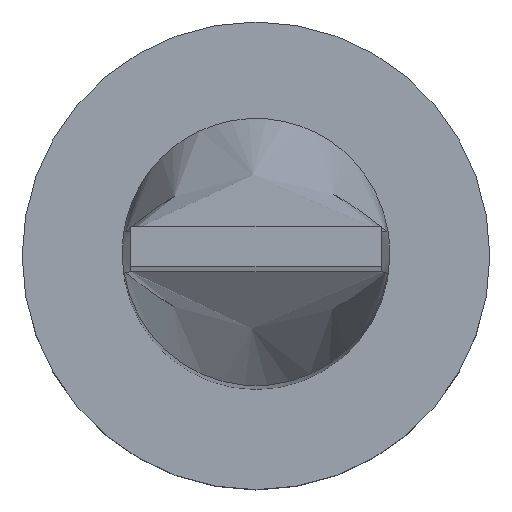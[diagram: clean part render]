
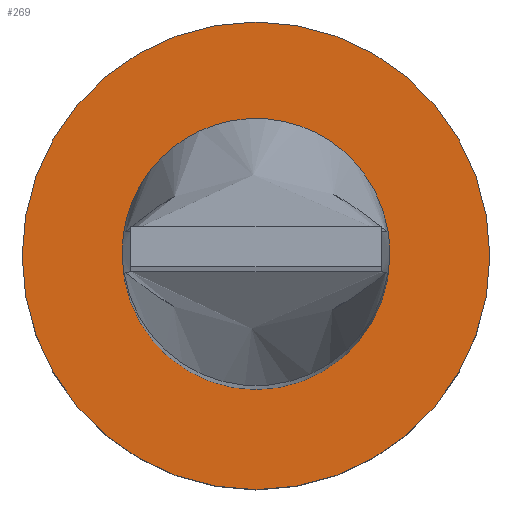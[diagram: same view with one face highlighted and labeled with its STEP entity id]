
A CAD part, top view. The second image highlights one B-rep face of the part: STEP entity #269.
In plain terms, the highlighted planar face has unit normal (0, 0, 1).
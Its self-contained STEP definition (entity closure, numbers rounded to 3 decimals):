
#81 = CIRCLE ( 'NONE', #554, 4. ) ;
#83 = DIRECTION ( 'NONE',  ( 0., 0., 1. ) ) ;
#105 = DIRECTION ( 'NONE',  ( 1., 0., 0. ) ) ;
#109 = CARTESIAN_POINT ( 'NONE',  ( 4., 0., 5. ) ) ;
#113 = DIRECTION ( 'NONE',  ( 1., 0., 0. ) ) ;
#132 = VERTEX_POINT ( 'NONE', #403 ) ;
#146 = VERTEX_POINT ( 'NONE', #352 ) ;
#166 = VERTEX_POINT ( 'NONE', #454 ) ;
#173 = CIRCLE ( 'NONE', #330, 7. ) ;
#212 = DIRECTION ( 'NONE',  ( 1., 0., 0. ) ) ;
#213 = PLANE ( 'NONE',  #418 ) ;
#220 = ORIENTED_EDGE ( 'NONE', *, *, #444, .T. ) ;
#232 = CARTESIAN_POINT ( 'NONE',  ( 0., 0., 5. ) ) ;
#236 = DIRECTION ( 'NONE',  ( 0., 0., 1. ) ) ;
#247 = DIRECTION ( 'NONE',  ( 1., 0., 0. ) ) ;
#250 = VERTEX_POINT ( 'NONE', #109 ) ;
#263 = EDGE_LOOP ( 'NONE', ( #543, #220 ) ) ;
#266 = ORIENTED_EDGE ( 'NONE', *, *, #507, .F. ) ;
#269 = ADVANCED_FACE ( 'NONE', ( #487, #480 ), #213, .T. ) ;
#294 = AXIS2_PLACEMENT_3D ( 'NONE', #548, #313, #212 ) ;
#313 = DIRECTION ( 'NONE',  ( 0., 0., 1. ) ) ;
#316 = CIRCLE ( 'NONE', #449, 7. ) ;
#321 = EDGE_CURVE ( 'NONE', #132, #166, #173, .T. ) ;
#330 = AXIS2_PLACEMENT_3D ( 'NONE', #461, #420, #113 ) ;
#352 = CARTESIAN_POINT ( 'NONE',  ( -4., 0., 5. ) ) ;
#400 = CARTESIAN_POINT ( 'NONE',  ( 0., 0., 5. ) ) ;
#403 = CARTESIAN_POINT ( 'NONE',  ( -7., 0., 5. ) ) ;
#418 = AXIS2_PLACEMENT_3D ( 'NONE', #400, #432, #578 ) ;
#420 = DIRECTION ( 'NONE',  ( 0., 0., 1. ) ) ;
#432 = DIRECTION ( 'NONE',  ( 0., 0., 1. ) ) ;
#434 = ORIENTED_EDGE ( 'NONE', *, *, #456, .F. ) ;
#444 = EDGE_CURVE ( 'NONE', #166, #132, #316, .T. ) ;
#449 = AXIS2_PLACEMENT_3D ( 'NONE', #539, #83, #247 ) ;
#454 = CARTESIAN_POINT ( 'NONE',  ( 7., 0., 5. ) ) ;
#456 = EDGE_CURVE ( 'NONE', #146, #250, #81, .T. ) ;
#461 = CARTESIAN_POINT ( 'NONE',  ( 0., 0., 5. ) ) ;
#480 = FACE_OUTER_BOUND ( 'NONE', #263, .T. ) ;
#487 = FACE_BOUND ( 'NONE', #540, .T. ) ;
#502 = CIRCLE ( 'NONE', #294, 4. ) ;
#507 = EDGE_CURVE ( 'NONE', #250, #146, #502, .T. ) ;
#539 = CARTESIAN_POINT ( 'NONE',  ( 0., 0., 5. ) ) ;
#540 = EDGE_LOOP ( 'NONE', ( #434, #266 ) ) ;
#543 = ORIENTED_EDGE ( 'NONE', *, *, #321, .T. ) ;
#548 = CARTESIAN_POINT ( 'NONE',  ( 0., 0., 5. ) ) ;
#554 = AXIS2_PLACEMENT_3D ( 'NONE', #232, #236, #105 ) ;
#578 = DIRECTION ( 'NONE',  ( 1., 0., 0. ) ) ;
